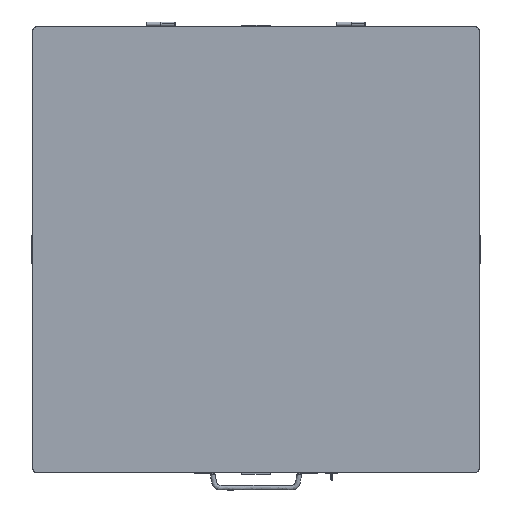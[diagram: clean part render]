
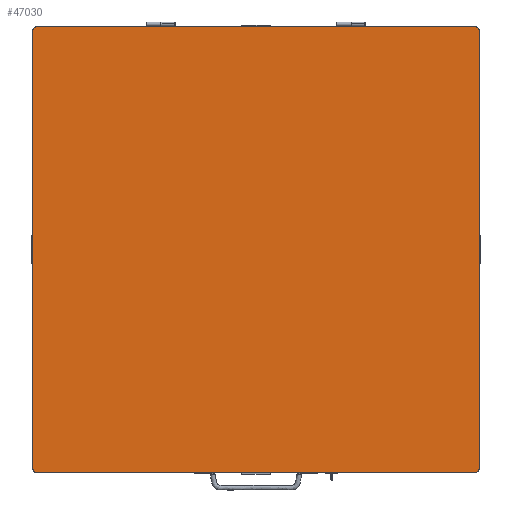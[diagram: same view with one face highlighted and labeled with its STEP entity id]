
A CAD part, front view. The second image highlights one B-rep face of the part: STEP entity #47030.
In plain terms, the highlighted planar face has unit normal (0, -1, 0).
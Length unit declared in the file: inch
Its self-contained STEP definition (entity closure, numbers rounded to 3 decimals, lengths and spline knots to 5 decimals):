
#425 = ORIENTED_EDGE ( 'NONE', *, *, #72355, .F. ) ;
#540 = VERTEX_POINT ( 'NONE', #88346 ) ;
#1445 = EDGE_LOOP ( 'NONE', ( #26047, #425, #28275, #59923, #8505, #38921, #84977, #87690 ) ) ;
#2175 = LINE ( 'NONE', #22894, #40312 ) ;
#2328 = LINE ( 'NONE', #57558, #74252 ) ;
#2352 = EDGE_CURVE ( 'NONE', #46976, #67202, #70627, .T. ) ;
#2474 = CARTESIAN_POINT ( 'NONE',  ( 38.56664, 26.9561, 58.38476 ) ) ;
#2984 = DIRECTION ( 'NONE',  ( -1., 0., 0. ) ) ;
#2997 = AXIS2_PLACEMENT_3D ( 'NONE', #51821, #66590, #3953 ) ;
#3953 = DIRECTION ( 'NONE',  ( 0., 0., -1. ) ) ;
#8144 = VECTOR ( 'NONE', #2984, 39.37008 ) ;
#8505 = ORIENTED_EDGE ( 'NONE', *, *, #28949, .F. ) ;
#12237 = DIRECTION ( 'NONE',  ( 0., 1., 0. ) ) ;
#14372 = VERTEX_POINT ( 'NONE', #71018 ) ;
#19113 = FACE_OUTER_BOUND ( 'NONE', #1445, .T. ) ;
#19241 = AXIS2_PLACEMENT_3D ( 'NONE', #2474, #58617, #30910 ) ;
#21629 = EDGE_CURVE ( 'NONE', #65423, #39710, #2328, .T. ) ;
#22894 = CARTESIAN_POINT ( 'NONE',  ( -7.93336, 26.9561, 58.38476 ) ) ;
#23268 = CARTESIAN_POINT ( 'NONE',  ( -7.43336, 26.9561, 11.88476 ) ) ;
#26047 = ORIENTED_EDGE ( 'NONE', *, *, #78964, .F. ) ;
#26399 = DIRECTION ( 'NONE',  ( 0., -1., 0. ) ) ;
#27953 = CIRCLE ( 'NONE', #19241, 0.5 ) ;
#28275 = ORIENTED_EDGE ( 'NONE', *, *, #2352, .F. ) ;
#28949 = EDGE_CURVE ( 'NONE', #66265, #51340, #66464, .T. ) ;
#30910 = DIRECTION ( 'NONE',  ( 0., 0., 1. ) ) ;
#32821 = CARTESIAN_POINT ( 'NONE',  ( -7.43336, 26.9561, 58.38476 ) ) ;
#36637 = DIRECTION ( 'NONE',  ( 0., 0., 1. ) ) ;
#36972 = CARTESIAN_POINT ( 'NONE',  ( 39.06664, 26.9561, 58.38476 ) ) ;
#38921 = ORIENTED_EDGE ( 'NONE', *, *, #59276, .F. ) ;
#39694 = CARTESIAN_POINT ( 'NONE',  ( -7.43336, 26.9561, 11.88476 ) ) ;
#39710 = VERTEX_POINT ( 'NONE', #81118 ) ;
#40312 = VECTOR ( 'NONE', #36637, 39.37008 ) ;
#46436 = CARTESIAN_POINT ( 'NONE',  ( -7.93336, 26.9561, 12.38476 ) ) ;
#46976 = VERTEX_POINT ( 'NONE', #23268 ) ;
#47030 = ADVANCED_FACE ( 'NONE', ( #19113 ), #88090, .T. ) ;
#47286 = CARTESIAN_POINT ( 'NONE',  ( 38.56664, 26.9561, 11.88476 ) ) ;
#47333 = DIRECTION ( 'NONE',  ( 0., 1., 0. ) ) ;
#48727 = AXIS2_PLACEMENT_3D ( 'NONE', #89227, #47333, #75942 ) ;
#51340 = VERTEX_POINT ( 'NONE', #47286 ) ;
#51821 = CARTESIAN_POINT ( 'NONE',  ( -7.43336, 26.9561, 12.38476 ) ) ;
#55659 = AXIS2_PLACEMENT_3D ( 'NONE', #32821, #26399, #82139 ) ;
#57120 = DIRECTION ( 'NONE',  ( 1., 0., 0. ) ) ;
#57558 = CARTESIAN_POINT ( 'NONE',  ( -7.43336, 26.9561, 58.88476 ) ) ;
#58617 = DIRECTION ( 'NONE',  ( 0., 1., 0. ) ) ;
#58673 = LINE ( 'NONE', #36972, #68471 ) ;
#59276 = EDGE_CURVE ( 'NONE', #14372, #66265, #58673, .T. ) ;
#59923 = ORIENTED_EDGE ( 'NONE', *, *, #79201, .F. ) ;
#61674 = EDGE_CURVE ( 'NONE', #39710, #14372, #27953, .T. ) ;
#61833 = CARTESIAN_POINT ( 'NONE',  ( 39.06664, 26.9561, 12.38476 ) ) ;
#62520 = CIRCLE ( 'NONE', #68375, 0.5 ) ;
#65423 = VERTEX_POINT ( 'NONE', #86842 ) ;
#66265 = VERTEX_POINT ( 'NONE', #61833 ) ;
#66464 = CIRCLE ( 'NONE', #48727, 0.5 ) ;
#66590 = DIRECTION ( 'NONE',  ( 0., 1., 0. ) ) ;
#67202 = VERTEX_POINT ( 'NONE', #46436 ) ;
#68375 = AXIS2_PLACEMENT_3D ( 'NONE', #75337, #12237, #83555 ) ;
#68471 = VECTOR ( 'NONE', #71148, 39.37008 ) ;
#70627 = CIRCLE ( 'NONE', #2997, 0.5 ) ;
#71018 = CARTESIAN_POINT ( 'NONE',  ( 39.06664, 26.9561, 58.38476 ) ) ;
#71148 = DIRECTION ( 'NONE',  ( 0., 0., -1. ) ) ;
#72355 = EDGE_CURVE ( 'NONE', #67202, #540, #2175, .T. ) ;
#74252 = VECTOR ( 'NONE', #57120, 39.37008 ) ;
#75337 = CARTESIAN_POINT ( 'NONE',  ( -7.43336, 26.9561, 58.38476 ) ) ;
#75942 = DIRECTION ( 'NONE',  ( 0., 0., -1. ) ) ;
#78964 = EDGE_CURVE ( 'NONE', #540, #65423, #62520, .T. ) ;
#79201 = EDGE_CURVE ( 'NONE', #51340, #46976, #81656, .T. ) ;
#81118 = CARTESIAN_POINT ( 'NONE',  ( 38.56664, 26.9561, 58.88476 ) ) ;
#81656 = LINE ( 'NONE', #39694, #8144 ) ;
#82139 = DIRECTION ( 'NONE',  ( 0., 0., -1. ) ) ;
#83555 = DIRECTION ( 'NONE',  ( 0., 0., -1. ) ) ;
#84977 = ORIENTED_EDGE ( 'NONE', *, *, #61674, .F. ) ;
#86842 = CARTESIAN_POINT ( 'NONE',  ( -7.43336, 26.9561, 58.88476 ) ) ;
#87690 = ORIENTED_EDGE ( 'NONE', *, *, #21629, .F. ) ;
#88090 = PLANE ( 'NONE',  #55659 ) ;
#88346 = CARTESIAN_POINT ( 'NONE',  ( -7.93336, 26.9561, 58.38476 ) ) ;
#89227 = CARTESIAN_POINT ( 'NONE',  ( 38.56664, 26.9561, 12.38476 ) ) ;
